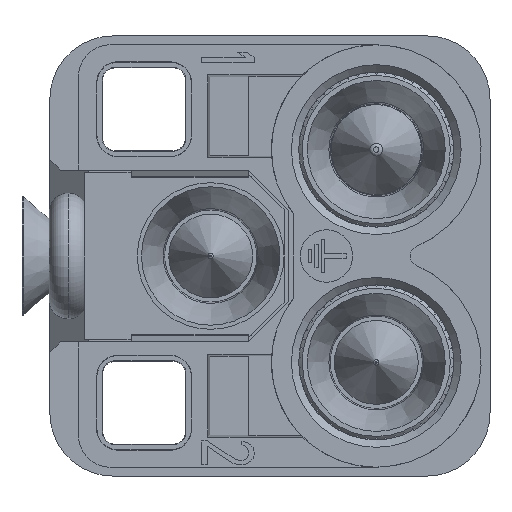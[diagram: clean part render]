
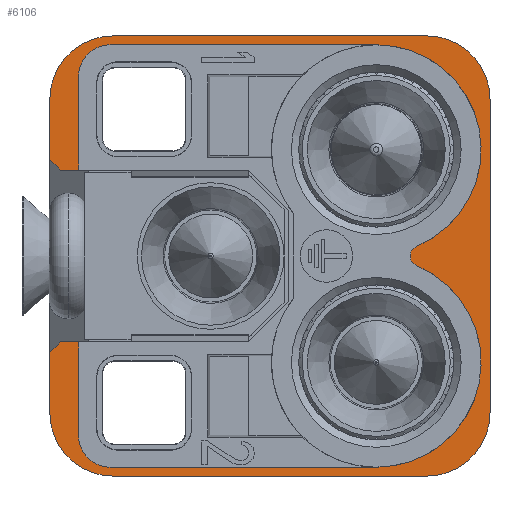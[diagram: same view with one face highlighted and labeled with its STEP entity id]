
A CAD part, front view. The second image highlights one B-rep face of the part: STEP entity #6106.
In plain terms, the highlighted planar face has unit normal (0, -1, 0).
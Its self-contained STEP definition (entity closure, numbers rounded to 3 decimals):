
#1427=FACE_OUTER_BOUND('',#8717,.T.);
#2874=LINE('',#33536,#4709);
#2886=LINE('',#33561,#4721);
#2887=LINE('',#33564,#4722);
#2888=LINE('',#33566,#4723);
#2889=LINE('',#33570,#4724);
#2890=LINE('',#33574,#4725);
#2891=LINE('',#33578,#4726);
#2892=LINE('',#33582,#4727);
#2893=LINE('',#33584,#4728);
#2894=LINE('',#33585,#4729);
#2895=LINE('',#33589,#4730);
#2896=LINE('',#33597,#4731);
#2897=LINE('',#33601,#4732);
#4709=VECTOR('',#27391,1.);
#4721=VECTOR('',#27405,1.);
#4722=VECTOR('',#27406,1.);
#4723=VECTOR('',#27407,1.);
#4724=VECTOR('',#27410,1.);
#4725=VECTOR('',#27413,1.);
#4726=VECTOR('',#27416,1.);
#4727=VECTOR('',#27419,1.);
#4728=VECTOR('',#27420,1.);
#4729=VECTOR('',#27421,1.);
#4730=VECTOR('',#27424,1.);
#4731=VECTOR('',#27431,1.);
#4732=VECTOR('',#27434,1.);
#6106=ADVANCED_FACE('',(#1427),#7233,.F.);
#7233=PLANE('',#24588);
#8717=EDGE_LOOP('',(#10891,#10892,#10893,#10894,#10895,#10896,#10897,#10898,
#10899,#10900,#10901,#10902,#10903,#10904,#10905,#10906,#10907,#10908,#10909,
#10910,#10911,#10912));
#10891=ORIENTED_EDGE('',*,*,#20602,.F.);
#10892=ORIENTED_EDGE('',*,*,#20603,.T.);
#10893=ORIENTED_EDGE('',*,*,#20604,.F.);
#10894=ORIENTED_EDGE('',*,*,#20605,.F.);
#10895=ORIENTED_EDGE('',*,*,#20606,.F.);
#10896=ORIENTED_EDGE('',*,*,#20607,.F.);
#10897=ORIENTED_EDGE('',*,*,#20608,.F.);
#10898=ORIENTED_EDGE('',*,*,#20609,.F.);
#10899=ORIENTED_EDGE('',*,*,#20610,.F.);
#10900=ORIENTED_EDGE('',*,*,#20611,.F.);
#10901=ORIENTED_EDGE('',*,*,#20612,.F.);
#10902=ORIENTED_EDGE('',*,*,#20613,.T.);
#10903=ORIENTED_EDGE('',*,*,#20590,.T.);
#10904=ORIENTED_EDGE('',*,*,#20614,.F.);
#10905=ORIENTED_EDGE('',*,*,#20615,.T.);
#10906=ORIENTED_EDGE('',*,*,#20616,.F.);
#10907=ORIENTED_EDGE('',*,*,#20617,.F.);
#10908=ORIENTED_EDGE('',*,*,#20618,.T.);
#10909=ORIENTED_EDGE('',*,*,#20619,.F.);
#10910=ORIENTED_EDGE('',*,*,#20620,.F.);
#10911=ORIENTED_EDGE('',*,*,#20621,.T.);
#10912=ORIENTED_EDGE('',*,*,#20622,.F.);
#18139=VERTEX_POINT('',#33537);
#18140=VERTEX_POINT('',#33538);
#18151=VERTEX_POINT('',#33562);
#18152=VERTEX_POINT('',#33563);
#18153=VERTEX_POINT('',#33565);
#18154=VERTEX_POINT('',#33567);
#18155=VERTEX_POINT('',#33569);
#18156=VERTEX_POINT('',#33571);
#18157=VERTEX_POINT('',#33573);
#18158=VERTEX_POINT('',#33575);
#18159=VERTEX_POINT('',#33577);
#18160=VERTEX_POINT('',#33579);
#18161=VERTEX_POINT('',#33581);
#18162=VERTEX_POINT('',#33583);
#18163=VERTEX_POINT('',#33586);
#18164=VERTEX_POINT('',#33588);
#18165=VERTEX_POINT('',#33590);
#18166=VERTEX_POINT('',#33592);
#18167=VERTEX_POINT('',#33594);
#18168=VERTEX_POINT('',#33596);
#18169=VERTEX_POINT('',#33598);
#18170=VERTEX_POINT('',#33600);
#20590=EDGE_CURVE('',#18139,#18140,#2874,.T.);
#20602=EDGE_CURVE('',#18151,#18152,#2886,.T.);
#20603=EDGE_CURVE('',#18151,#18153,#2887,.T.);
#20604=EDGE_CURVE('',#18154,#18153,#2888,.T.);
#20605=EDGE_CURVE('',#18155,#18154,#23765,.T.);
#20606=EDGE_CURVE('',#18156,#18155,#2889,.T.);
#20607=EDGE_CURVE('',#18157,#18156,#23766,.T.);
#20608=EDGE_CURVE('',#18158,#18157,#2890,.T.);
#20609=EDGE_CURVE('',#18159,#18158,#23767,.T.);
#20610=EDGE_CURVE('',#18160,#18159,#2891,.T.);
#20611=EDGE_CURVE('',#18161,#18160,#23768,.T.);
#20612=EDGE_CURVE('',#18162,#18161,#2892,.T.);
#20613=EDGE_CURVE('',#18162,#18139,#2893,.T.);
#20614=EDGE_CURVE('',#18163,#18140,#2894,.T.);
#20615=EDGE_CURVE('',#18163,#18164,#23769,.T.);
#20616=EDGE_CURVE('',#18165,#18164,#2895,.T.);
#20617=EDGE_CURVE('',#18166,#18165,#23770,.T.);
#20618=EDGE_CURVE('',#18166,#18167,#23771,.T.);
#20619=EDGE_CURVE('',#18168,#18167,#23772,.T.);
#20620=EDGE_CURVE('',#18169,#18168,#2896,.T.);
#20621=EDGE_CURVE('',#18169,#18170,#23773,.T.);
#20622=EDGE_CURVE('',#18152,#18170,#2897,.T.);
#23765=CIRCLE('',#24579,3.025);
#23766=CIRCLE('',#24580,3.025);
#23767=CIRCLE('',#24581,3.025);
#23768=CIRCLE('',#24582,3.025);
#23769=CIRCLE('',#24583,1.5);
#23770=CIRCLE('',#24584,5.);
#23771=CIRCLE('',#24585,0.5);
#23772=CIRCLE('',#24586,5.);
#23773=CIRCLE('',#24587,1.5);
#24579=AXIS2_PLACEMENT_3D('',#33568,#27408,#27409);
#24580=AXIS2_PLACEMENT_3D('',#33572,#27411,#27412);
#24581=AXIS2_PLACEMENT_3D('',#33576,#27414,#27415);
#24582=AXIS2_PLACEMENT_3D('',#33580,#27417,#27418);
#24583=AXIS2_PLACEMENT_3D('',#33587,#27422,#27423);
#24584=AXIS2_PLACEMENT_3D('',#33591,#27425,#27426);
#24585=AXIS2_PLACEMENT_3D('',#33593,#27427,#27428);
#24586=AXIS2_PLACEMENT_3D('',#33595,#27429,#27430);
#24587=AXIS2_PLACEMENT_3D('',#33599,#27432,#27433);
#24588=AXIS2_PLACEMENT_3D('',#33602,#27435,#27436);
#27391=DIRECTION('',(1.,0.,0.));
#27405=DIRECTION('',(1.,0.,0.));
#27406=DIRECTION('',(-0.707,0.,-0.707));
#27407=DIRECTION('',(0.,0.,1.));
#27408=DIRECTION('',(0.,1.,0.));
#27409=DIRECTION('',(0.,0.,1.));
#27410=DIRECTION('',(-1.,0.,0.));
#27411=DIRECTION('',(0.,1.,0.));
#27412=DIRECTION('',(0.,0.,1.));
#27413=DIRECTION('',(0.,0.,-1.));
#27414=DIRECTION('',(0.,1.,0.));
#27415=DIRECTION('',(0.,0.,1.));
#27416=DIRECTION('',(1.,0.,0.));
#27417=DIRECTION('',(0.,1.,0.));
#27418=DIRECTION('',(0.,0.,1.));
#27419=DIRECTION('',(0.,0.,1.));
#27420=DIRECTION('',(0.707,0.,-0.707));
#27421=DIRECTION('',(0.,0.,-1.));
#27422=DIRECTION('',(0.,1.,0.));
#27423=DIRECTION('',(-1.,0.,0.));
#27424=DIRECTION('',(-1.,0.,0.));
#27425=DIRECTION('',(0.,-1.,0.));
#27426=DIRECTION('',(0.385,0.,-0.923));
#27427=DIRECTION('',(0.,-1.,0.));
#27428=DIRECTION('',(-0.385,0.,0.923));
#27429=DIRECTION('',(0.,-1.,0.));
#27430=DIRECTION('',(0.,0.,-1.));
#27431=DIRECTION('',(1.,0.,0.));
#27432=DIRECTION('',(0.,1.,0.));
#27433=DIRECTION('',(0.,0.,-1.));
#27434=DIRECTION('',(0.,0.,-1.));
#27435=DIRECTION('',(0.,1.,0.));
#27436=DIRECTION('',(-1.,0.,0.));
#33536=CARTESIAN_POINT('',(-9.975,-8.25,4.1));
#33537=CARTESIAN_POINT('',(-10.,-8.25,4.1));
#33538=CARTESIAN_POINT('',(-9.125,-8.25,4.1));
#33561=CARTESIAN_POINT('',(-9.975,-8.25,-4.1));
#33562=CARTESIAN_POINT('',(-10.,-8.25,-4.1));
#33563=CARTESIAN_POINT('',(-9.125,-8.25,-4.1));
#33564=CARTESIAN_POINT('',(-10.5,-8.25,-4.6));
#33565=CARTESIAN_POINT('',(-10.5,-8.25,-4.6));
#33566=CARTESIAN_POINT('',(-10.5,-8.25,0.));
#33567=CARTESIAN_POINT('',(-10.5,-8.25,-7.475));
#33568=CARTESIAN_POINT('',(-7.475,-8.25,-7.475));
#33569=CARTESIAN_POINT('',(-7.475,-8.25,-10.5));
#33570=CARTESIAN_POINT('',(0.,-8.25,-10.5));
#33571=CARTESIAN_POINT('',(7.475,-8.25,-10.5));
#33572=CARTESIAN_POINT('',(7.475,-8.25,-7.475));
#33573=CARTESIAN_POINT('',(10.5,-8.25,-7.475));
#33574=CARTESIAN_POINT('',(10.5,-8.25,0.));
#33575=CARTESIAN_POINT('',(10.5,-8.25,7.475));
#33576=CARTESIAN_POINT('',(7.475,-8.25,7.475));
#33577=CARTESIAN_POINT('',(7.475,-8.25,10.5));
#33578=CARTESIAN_POINT('',(0.,-8.25,10.5));
#33579=CARTESIAN_POINT('',(-7.475,-8.25,10.5));
#33580=CARTESIAN_POINT('',(-7.475,-8.25,7.475));
#33581=CARTESIAN_POINT('',(-10.5,-8.25,7.475));
#33582=CARTESIAN_POINT('',(-10.5,-8.25,0.));
#33583=CARTESIAN_POINT('',(-10.5,-8.25,4.6));
#33584=CARTESIAN_POINT('',(-10.5,-8.25,4.6));
#33585=CARTESIAN_POINT('',(-9.125,-8.25,8.575));
#33586=CARTESIAN_POINT('',(-9.125,-8.25,8.575));
#33587=CARTESIAN_POINT('',(-7.625,-8.25,8.575));
#33588=CARTESIAN_POINT('',(-7.625,-8.25,10.075));
#33589=CARTESIAN_POINT('',(5.075,-8.25,10.075));
#33590=CARTESIAN_POINT('',(5.075,-8.25,10.075));
#33591=CARTESIAN_POINT('',(5.075,-8.25,5.075));
#33592=CARTESIAN_POINT('',(7.002,-8.25,0.461));
#33593=CARTESIAN_POINT('',(7.195,-8.25,0.));
#33594=CARTESIAN_POINT('',(7.002,-8.25,-0.461));
#33595=CARTESIAN_POINT('',(5.075,-8.25,-5.075));
#33596=CARTESIAN_POINT('',(5.075,-8.25,-10.075));
#33597=CARTESIAN_POINT('',(-7.625,-8.25,-10.075));
#33598=CARTESIAN_POINT('',(-7.625,-8.25,-10.075));
#33599=CARTESIAN_POINT('',(-7.625,-8.25,-8.575));
#33600=CARTESIAN_POINT('',(-9.125,-8.25,-8.575));
#33601=CARTESIAN_POINT('',(-9.125,-8.25,-4.1));
#33602=CARTESIAN_POINT('',(0.,-8.25,0.));
